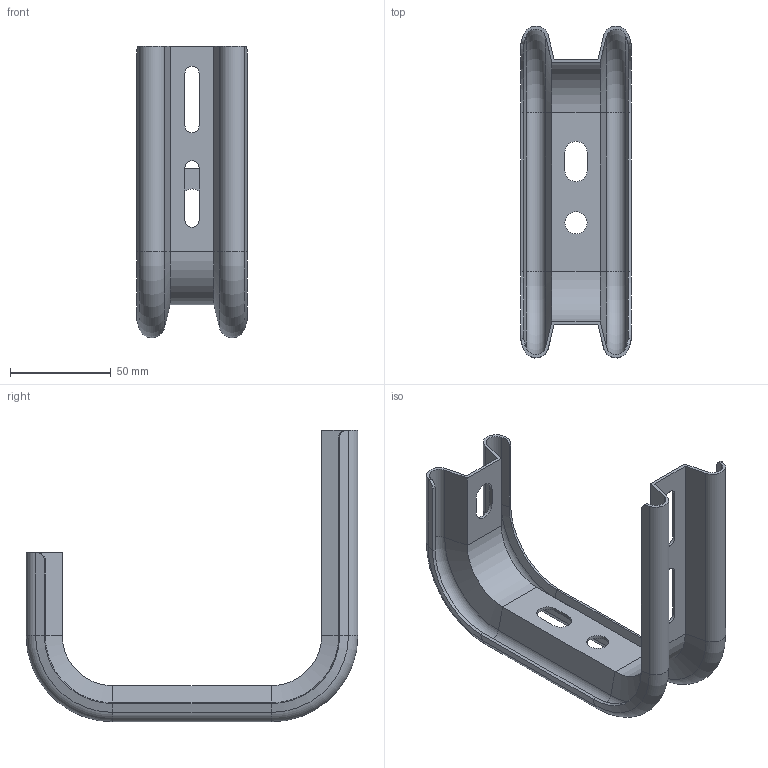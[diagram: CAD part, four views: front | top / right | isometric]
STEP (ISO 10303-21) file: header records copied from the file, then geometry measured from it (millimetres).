
FILE_DESCRIPTION (( 'STEP AP203' ), '1' );
FILE_NAME ('CLW10-VR-100_Êîíñîëü ïîòîëî÷íàÿ VR 100.STEP', '2016-04-13T12:17:35', ( '' ), ( '' ), 'SwSTEP 2.0', 'SolidWorks 2014', '' );
FILE_SCHEMA (( 'CONFIG_CONTROL_DESIGN' ));
Length unit declared in the file: millimetre
Products named in the file (1): CLW10-VR-100_Êîíñîëü ïîòîëî÷íàÿ VR 100
Bounding box: 55 x 164.97 x 144.98 mm (x, y, z)
Volume: 41431.5 mm3; surface area: 56912.5 mm2
Topology: 1 solids, 1 shells, 103 faces, 239 edges, 138 vertices
Faces by surface type: plane 46, cylinder 29, cone 20, torus 8
Full cylindrical faces by diameter (mm): 11 x1
Entity records: 2955 total; most frequent: DIRECTION 528, CARTESIAN_POINT 480, ORIENTED_EDGE 476, EDGE_CURVE 238, AXIS2_PLACEMENT_3D 186, LINE 156, VECTOR 156, VERTEX_POINT 138
